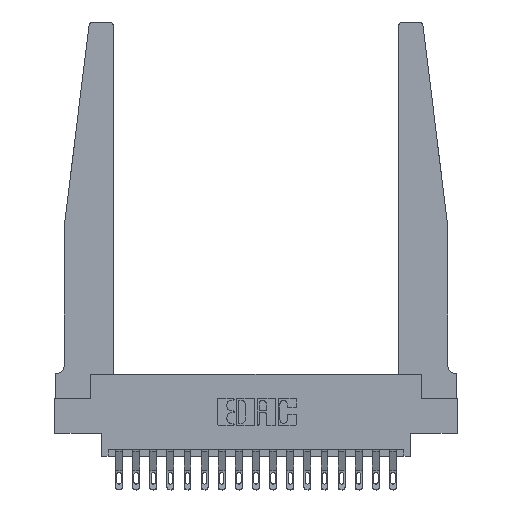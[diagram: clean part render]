
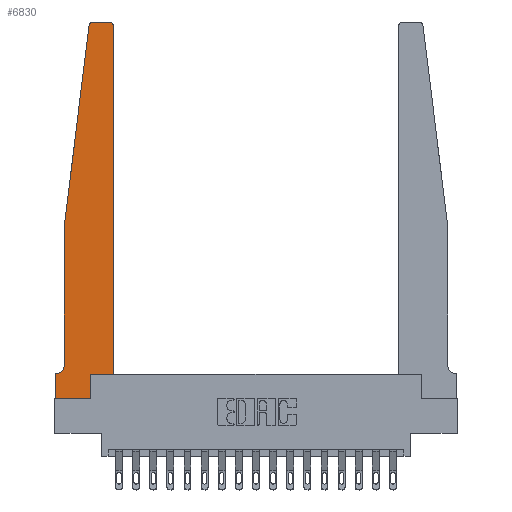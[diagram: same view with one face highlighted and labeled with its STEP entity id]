
A CAD part, top view. The second image highlights one B-rep face of the part: STEP entity #6830.
In plain terms, the highlighted planar face has unit normal (0, 0, 1).
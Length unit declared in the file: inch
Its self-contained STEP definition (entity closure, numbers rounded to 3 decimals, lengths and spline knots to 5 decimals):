
#405 = VERTEX_POINT ( 'NONE', #13589 ) ;
#511 = DIRECTION ( 'NONE',  ( 0., 1., 0. ) ) ;
#524 = VERTEX_POINT ( 'NONE', #17061 ) ;
#558 = VECTOR ( 'NONE', #3236, 39.37008 ) ;
#960 = ORIENTED_EDGE ( 'NONE', *, *, #10893, .T. ) ;
#1061 = VERTEX_POINT ( 'NONE', #11135 ) ;
#1265 = CIRCLE ( 'NONE', #12655, 0.03 ) ;
#1481 = CARTESIAN_POINT ( 'NONE',  ( 0.2605, 0.18, 0.37 ) ) ;
#1685 = CARTESIAN_POINT ( 'NONE',  ( 0.065, 1.25, 0.37 ) ) ;
#2043 = VERTEX_POINT ( 'NONE', #3627 ) ;
#2188 = VECTOR ( 'NONE', #19358, 39.37008 ) ;
#2465 = DIRECTION ( 'NONE',  ( 0., 1., 0. ) ) ;
#2496 = DIRECTION ( 'NONE',  ( 0., 0., 1. ) ) ;
#2906 = EDGE_CURVE ( 'NONE', #1061, #18622, #15989, .T. ) ;
#3236 = DIRECTION ( 'NONE',  ( 1., 0., 0. ) ) ;
#3329 = VECTOR ( 'NONE', #2465, 39.37008 ) ;
#3435 = CARTESIAN_POINT ( 'NONE',  ( 0.065, 1.25, 0.37 ) ) ;
#3627 = CARTESIAN_POINT ( 'NONE',  ( 0.015, 0.1875, 0.37 ) ) ;
#3716 = CARTESIAN_POINT ( 'NONE',  ( 0.015, 0.2375, 0.37 ) ) ;
#3846 = LINE ( 'NONE', #12935, #2188 ) ;
#4175 = VECTOR ( 'NONE', #4814, 39.37008 ) ;
#4228 = LINE ( 'NONE', #1685, #16852 ) ;
#4396 = PLANE ( 'NONE',  #8168 ) ;
#4469 = CARTESIAN_POINT ( 'NONE',  ( 0., 0., 0.37 ) ) ;
#4814 = DIRECTION ( 'NONE',  ( -1., 0., 0. ) ) ;
#4968 = CARTESIAN_POINT ( 'NONE',  ( 0.2605, 0.18, 0.37 ) ) ;
#5155 = EDGE_CURVE ( 'NONE', #5317, #5944, #13362, .T. ) ;
#5188 = ORIENTED_EDGE ( 'NONE', *, *, #9011, .T. ) ;
#5317 = VERTEX_POINT ( 'NONE', #19995 ) ;
#5352 = DIRECTION ( 'NONE',  ( -1., 0., 0. ) ) ;
#5614 = CARTESIAN_POINT ( 'NONE',  ( 0.425, 0.18, 0.37 ) ) ;
#5822 = CARTESIAN_POINT ( 'NONE',  ( 0.065, 0.2375, 0.37 ) ) ;
#5944 = VERTEX_POINT ( 'NONE', #13322 ) ;
#5959 = CARTESIAN_POINT ( 'NONE',  ( 0.425, 0.18, 0.37 ) ) ;
#6112 = EDGE_LOOP ( 'NONE', ( #7767, #13982, #5188, #960, #16391, #8457, #11935, #12920, #7333, #10278, #15512, #13652 ) ) ;
#6472 = EDGE_CURVE ( 'NONE', #18622, #5317, #13592, .T. ) ;
#6478 = DIRECTION ( 'NONE',  ( 0., -1., 0. ) ) ;
#6830 = ADVANCED_FACE ( 'NONE', ( #7275 ), #4396, .T. ) ;
#6894 = CARTESIAN_POINT ( 'NONE',  ( 0.27653, 2.72, 0.37 ) ) ;
#7006 = EDGE_CURVE ( 'NONE', #2043, #17479, #9677, .T. ) ;
#7275 = FACE_OUTER_BOUND ( 'NONE', #6112, .T. ) ;
#7333 = ORIENTED_EDGE ( 'NONE', *, *, #2906, .T. ) ;
#7555 = LINE ( 'NONE', #4469, #558 ) ;
#7592 = EDGE_CURVE ( 'NONE', #7694, #15807, #14860, .T. ) ;
#7694 = VERTEX_POINT ( 'NONE', #18672 ) ;
#7703 = AXIS2_PLACEMENT_3D ( 'NONE', #6894, #2496, #13396 ) ;
#7767 = ORIENTED_EDGE ( 'NONE', *, *, #10943, .T. ) ;
#8127 = DIRECTION ( 'NONE',  ( 0., 0., 1. ) ) ;
#8168 = AXIS2_PLACEMENT_3D ( 'NONE', #10433, #17206, #18392 ) ;
#8457 = ORIENTED_EDGE ( 'NONE', *, *, #7006, .T. ) ;
#8984 = VERTEX_POINT ( 'NONE', #3435 ) ;
#9011 = EDGE_CURVE ( 'NONE', #15807, #8984, #3846, .T. ) ;
#9418 = EDGE_CURVE ( 'NONE', #5944, #524, #1265, .T. ) ;
#9677 = LINE ( 'NONE', #11099, #14770 ) ;
#10251 = DIRECTION ( 'NONE',  ( 0., 0., -1. ) ) ;
#10278 = ORIENTED_EDGE ( 'NONE', *, *, #6472, .T. ) ;
#10433 = CARTESIAN_POINT ( 'NONE',  ( 0., 0.1875, 0.37 ) ) ;
#10669 = DIRECTION ( 'NONE',  ( 0., -1., 0. ) ) ;
#10893 = EDGE_CURVE ( 'NONE', #8984, #20010, #4228, .T. ) ;
#10943 = EDGE_CURVE ( 'NONE', #524, #7694, #18527, .T. ) ;
#11099 = CARTESIAN_POINT ( 'NONE',  ( 0.065, 0.1875, 0.37 ) ) ;
#11135 = CARTESIAN_POINT ( 'NONE',  ( 0.2605, 0., 0.37 ) ) ;
#11489 = CARTESIAN_POINT ( 'NONE',  ( 0.395, 2.72, 0.37 ) ) ;
#11490 = LINE ( 'NONE', #19248, #14542 ) ;
#11935 = ORIENTED_EDGE ( 'NONE', *, *, #14003, .T. ) ;
#12112 = EDGE_CURVE ( 'NONE', #405, #1061, #7555, .T. ) ;
#12655 = AXIS2_PLACEMENT_3D ( 'NONE', #11489, #8127, #17600 ) ;
#12919 = EDGE_CURVE ( 'NONE', #20010, #2043, #18785, .T. ) ;
#12920 = ORIENTED_EDGE ( 'NONE', *, *, #12112, .T. ) ;
#12935 = CARTESIAN_POINT ( 'NONE',  ( 0.065, 1.25, 0.37 ) ) ;
#13322 = CARTESIAN_POINT ( 'NONE',  ( 0.425, 2.72, 0.37 ) ) ;
#13362 = LINE ( 'NONE', #5614, #3329 ) ;
#13396 = DIRECTION ( 'NONE',  ( 1., 0., 0. ) ) ;
#13589 = CARTESIAN_POINT ( 'NONE',  ( 0., 0., 0.37 ) ) ;
#13592 = LINE ( 'NONE', #5959, #15684 ) ;
#13652 = ORIENTED_EDGE ( 'NONE', *, *, #9418, .T. ) ;
#13982 = ORIENTED_EDGE ( 'NONE', *, *, #7592, .T. ) ;
#14003 = EDGE_CURVE ( 'NONE', #17479, #405, #11490, .T. ) ;
#14443 = DIRECTION ( 'NONE',  ( -1., 0., 0. ) ) ;
#14542 = VECTOR ( 'NONE', #6478, 39.37008 ) ;
#14709 = CARTESIAN_POINT ( 'NONE',  ( 0.24675, 2.72367, 0.37 ) ) ;
#14770 = VECTOR ( 'NONE', #14443, 39.37008 ) ;
#14860 = CIRCLE ( 'NONE', #7703, 0.03 ) ;
#15418 = VECTOR ( 'NONE', #511, 39.37008 ) ;
#15512 = ORIENTED_EDGE ( 'NONE', *, *, #5155, .T. ) ;
#15684 = VECTOR ( 'NONE', #18415, 39.37008 ) ;
#15807 = VERTEX_POINT ( 'NONE', #14709 ) ;
#15822 = CARTESIAN_POINT ( 'NONE',  ( 0., 0.1875, 0.37 ) ) ;
#15989 = LINE ( 'NONE', #4968, #15418 ) ;
#16391 = ORIENTED_EDGE ( 'NONE', *, *, #12919, .T. ) ;
#16852 = VECTOR ( 'NONE', #10669, 39.37008 ) ;
#17061 = CARTESIAN_POINT ( 'NONE',  ( 0.395, 2.75, 0.37 ) ) ;
#17206 = DIRECTION ( 'NONE',  ( 0., 0., 1. ) ) ;
#17479 = VERTEX_POINT ( 'NONE', #15822 ) ;
#17600 = DIRECTION ( 'NONE',  ( 1., 0., 0. ) ) ;
#18392 = DIRECTION ( 'NONE',  ( 1., 0., 0. ) ) ;
#18415 = DIRECTION ( 'NONE',  ( 1., 0., 0. ) ) ;
#18527 = LINE ( 'NONE', #18724, #4175 ) ;
#18622 = VERTEX_POINT ( 'NONE', #1481 ) ;
#18672 = CARTESIAN_POINT ( 'NONE',  ( 0.27653, 2.75, 0.37 ) ) ;
#18724 = CARTESIAN_POINT ( 'NONE',  ( 0.25, 2.75, 0.37 ) ) ;
#18785 = CIRCLE ( 'NONE', #19106, 0.05 ) ;
#19106 = AXIS2_PLACEMENT_3D ( 'NONE', #3716, #10251, #5352 ) ;
#19248 = CARTESIAN_POINT ( 'NONE',  ( 0., 0., 0.37 ) ) ;
#19358 = DIRECTION ( 'NONE',  ( -0.122, -0.992, 0. ) ) ;
#19995 = CARTESIAN_POINT ( 'NONE',  ( 0.425, 0.18, 0.37 ) ) ;
#20010 = VERTEX_POINT ( 'NONE', #5822 ) ;
